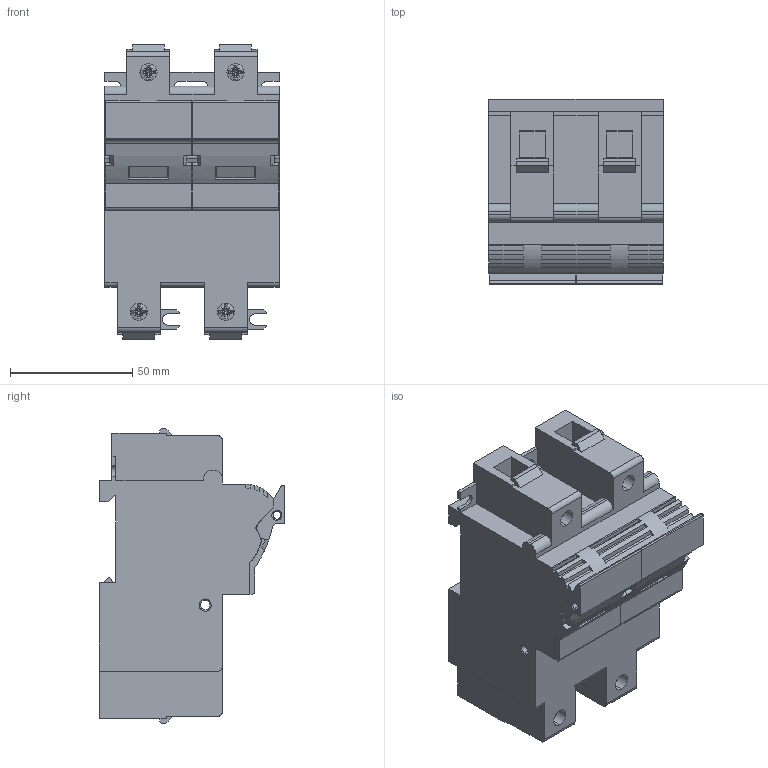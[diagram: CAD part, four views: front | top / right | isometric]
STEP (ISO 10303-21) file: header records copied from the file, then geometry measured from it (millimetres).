
FILE_DESCRIPTION((''),'2;1');
FILE_NAME('EFD22_2P_DIM','2017-06-13T',('janez.tomelj'),('Audax d.o.o.'),'CREO PARAMETRIC BY PTC INC, 2015290','CREO PARAMETRIC BY PTC INC, 2015290','');
FILE_SCHEMA(('CONFIG_CONTROL_DESIGN'));
Length unit declared in the file: millimetre
Products named in the file (1): EFD22_2P_DIM
Bounding box: 71.2 x 75.8 x 120.4 mm (x, y, z)
Volume: 374338.5 mm3; surface area: 52033.8 mm2
Topology: 1 solids, 1 shells, 542 faces, 1545 edges, 1010 vertices
Faces by surface type: plane 351, cylinder 115, cone 36, sphere 14, torus 14, bspline 8, extrusion 4
Entity records: 18813 total; most frequent: CARTESIAN_POINT 4817, ORIENTED_EDGE 3074, DIRECTION 2749, EDGE_CURVE 1537, VERTEX_POINT 1010, VECTOR 917, AXIS2_PLACEMENT_3D 916, LINE 913
